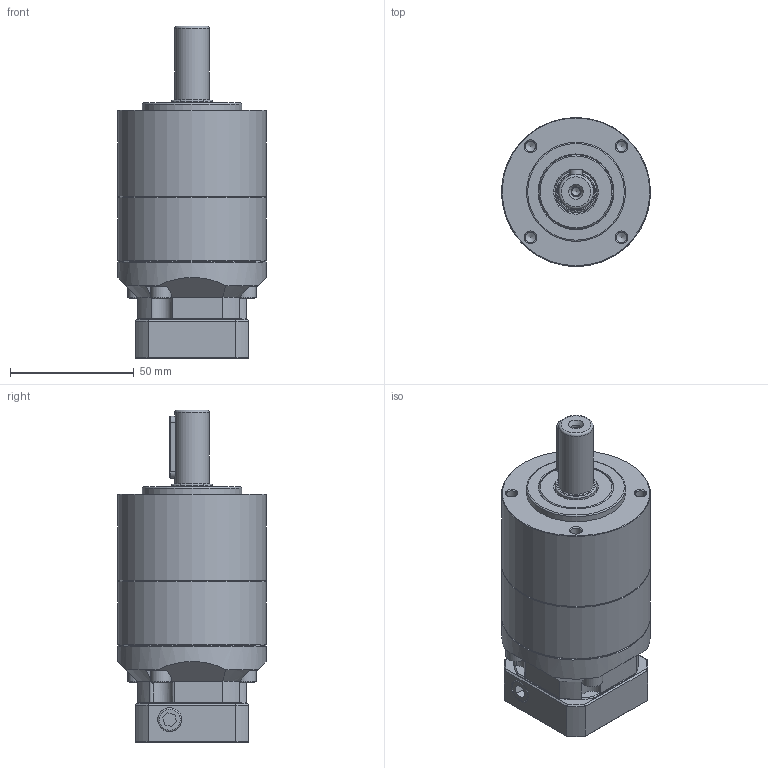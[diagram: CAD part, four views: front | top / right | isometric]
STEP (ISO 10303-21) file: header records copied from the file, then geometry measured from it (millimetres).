
FILE_DESCRIPTION((''),'2;1');
FILE_NAME('KSN60-2 (S11).stp','2013-12-03T16:11:38',('young'),(''),'Autodesk Inventor 2012','Autodesk Inventor 2012','');
FILE_SCHEMA(('AUTOMOTIVE_DESIGN { 1 0 10303 214 1 1 1 1 }'));
Length unit declared in the file: millimetre
Products named in the file (6): KSN60-2 (S11); KSN60-Set Collar-S11; 44-BK(KP13); BS 4168 : 부품 1 6각 소켓 머리 캡 나사 - 미터 M3 x 12; BS 4168 : 부품 1 6각 소켓 머리 캡 나사 - 미터 M4 x 12
Assembly tree (8 placements, depth 2):
  KSN60-2 (S11)
    KSN60-2 (S11)
    KSN60-Set Collar-S11
    44-BK(KP13)
    BS 4168 : 부품 1 6각 소켓 머리 캡 나사 - 미터 M3 x 12
    BS 4168 : 부품 1 6각 소켓 머리 캡 나사 - 미터 M4 x 12  x4
Bounding box: 60 x 60 x 134 mm (x, y, z)
Volume: 150015.2 mm3; surface area: 68708.2 mm2
Topology: 20 solids, 20 shells, 452 faces, 1011 edges, 634 vertices
Faces by surface type: plane 226, cylinder 108, cone 91, torus 23, bspline 4
Full cylindrical faces by diameter (mm): 3 x1, 3.3 x11, 4 x5, 4.2 x8, 4.5 x4, 5 x4, 5.2 x8, 5.5 x1, 6 x1, 7 x4, 7.5 x4, 8.5 x4, 9.5 x2, 11 x1, 11.1 x1, 12.817 x1, 14 x1, 16.8 x1, 17 x1, 19.8 x1, 20 x1, 22.2 x1, 24 x1, 27.4 x1, 28 x1, 30 x7, 31.459 x1, 32 x2, 40 x1, 43.215 x3
Entity records: 10750 total; most frequent: CARTESIAN_POINT 2150, DIRECTION 1819, ORIENTED_EDGE 1416, AXIS2_PLACEMENT_3D 753, EDGE_CURVE 708, EDGE_LOOP 649, VERTEX_POINT 531, FACE_OUTER_BOUND 407
